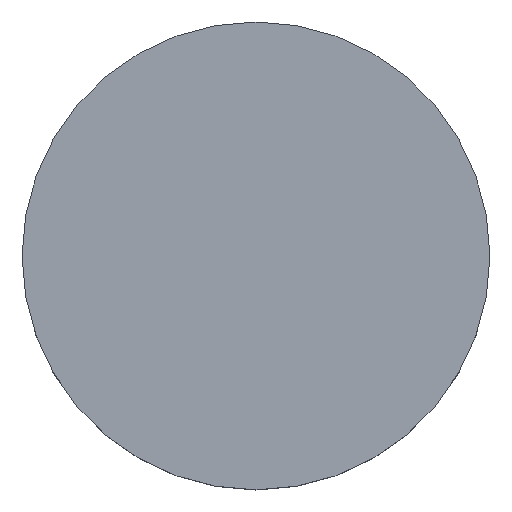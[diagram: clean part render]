
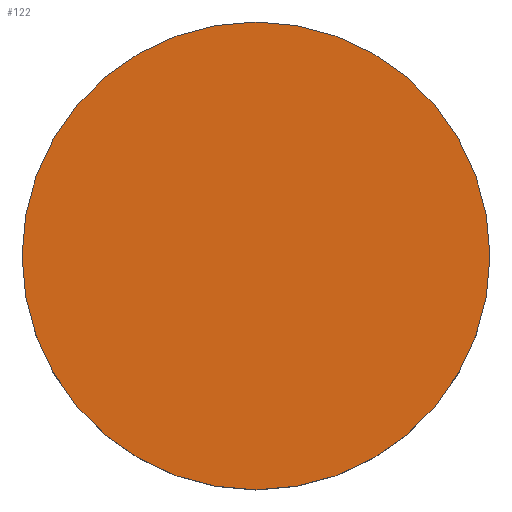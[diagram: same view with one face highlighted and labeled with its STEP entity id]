
A CAD part, top view. The second image highlights one B-rep face of the part: STEP entity #122.
In plain terms, the highlighted planar face has unit normal (0, 0, 1).
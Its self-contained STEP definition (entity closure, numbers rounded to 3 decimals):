
#17=PLANE('',#157);
#35=FACE_OUTER_BOUND('',#45,.T.);
#45=EDGE_LOOP('',(#107));
#59=CIRCLE('',#156,7.5);
#70=VERTEX_POINT('',#289);
#83=EDGE_CURVE('',#70,#70,#59,.T.);
#107=ORIENTED_EDGE('',*,*,#83,.T.);
#122=ADVANCED_FACE('',(#35),#17,.T.);
#156=AXIS2_PLACEMENT_3D('',#290,#181,#182);
#157=AXIS2_PLACEMENT_3D('',#292,#184,#185);
#181=DIRECTION('center_axis',(0.,0.,1.));
#182=DIRECTION('ref_axis',(1.,0.,0.));
#184=DIRECTION('center_axis',(0.,0.,1.));
#185=DIRECTION('ref_axis',(1.,0.,0.));
#289=CARTESIAN_POINT('',(-10.581,6.,23.469));
#290=CARTESIAN_POINT('Origin',(-3.081,6.,23.469));
#292=CARTESIAN_POINT('Origin',(-3.081,6.,23.469));
